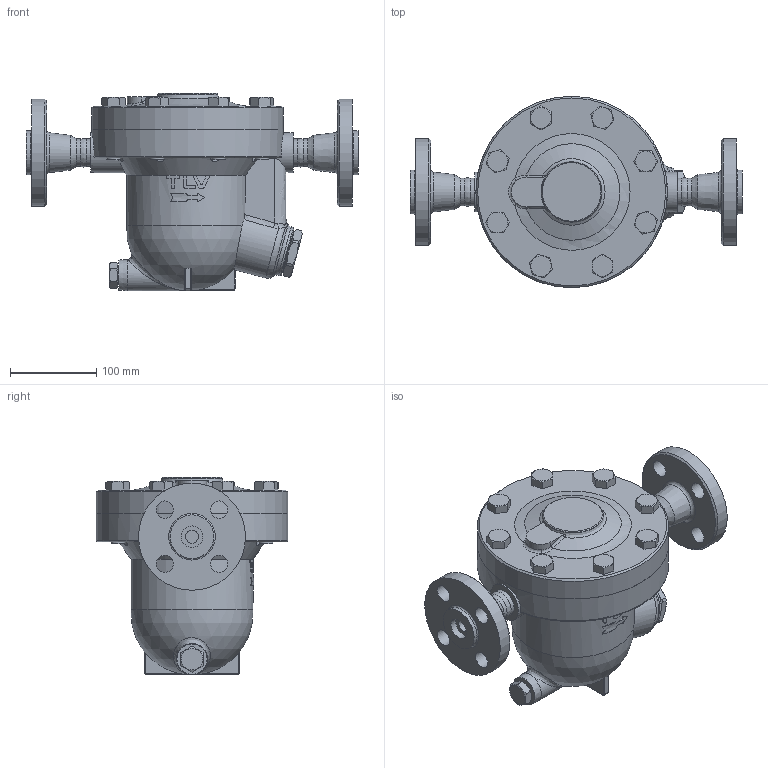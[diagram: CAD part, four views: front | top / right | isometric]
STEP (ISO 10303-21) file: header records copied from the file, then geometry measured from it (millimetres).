
FILE_DESCRIPTION((''),'2;1');
FILE_NAME('jh7gr-025-a0600-00.stp','2011-01-28T15:26:36',('nakaot'),(''),'Autodesk Inventor 2008','Autodesk Inventor 2008','');
FILE_SCHEMA(('AUTOMOTIVE_DESIGN { 1 0 10303 214 1 1 1 1 }'));
Length unit declared in the file: millimetre
Products named in the file (1): jh7gr-025-a0600-00
Bounding box: 385 x 222 x 228.9 mm (x, y, z)
Volume: 5532945.8 mm3; surface area: 322242.1 mm2
Topology: 1 solids, 1 shells, 381 faces, 932 edges, 579 vertices
Faces by surface type: plane 139, cylinder 84, cone 72, bspline 67, sphere 10, torus 9
Full cylindrical faces by diameter (mm): 15 x1, 16 x16, 20 x4, 21 x1, 25 x1, 32 x3, 36 x1, 46 x2, 49.5 x1, 50.8 x1, 58 x1, 70 x1, 124 x1, 222 x2
Entity records: 14571 total; most frequent: CARTESIAN_POINT 6699, ORIENTED_EDGE 1638, DIRECTION 1524, EDGE_CURVE 819, AXIS2_PLACEMENT_3D 659, VERTEX_POINT 548, EDGE_LOOP 521, FACE_OUTER_BOUND 381
